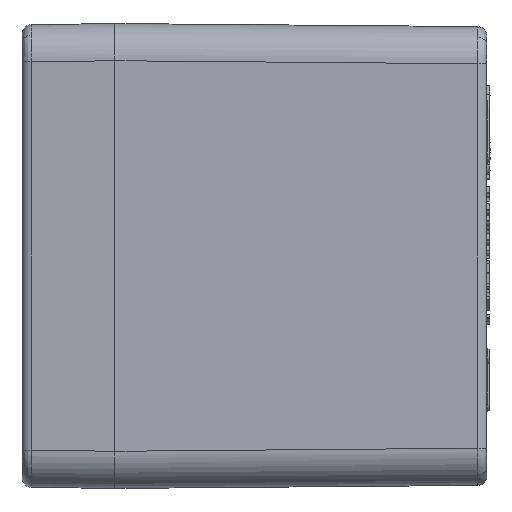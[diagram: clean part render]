
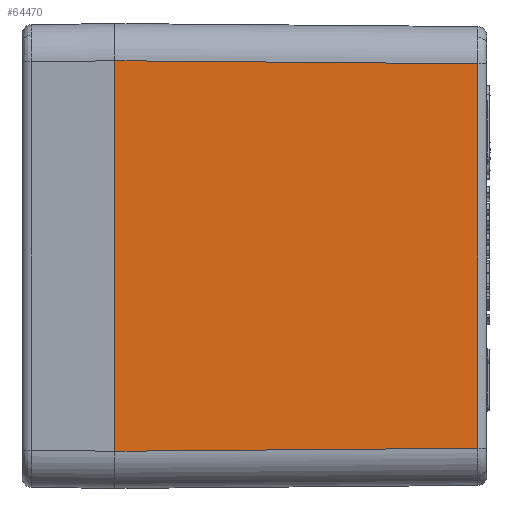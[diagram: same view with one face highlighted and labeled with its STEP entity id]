
A CAD part, left-side view. The second image highlights one B-rep face of the part: STEP entity #64470.
In plain terms, the highlighted planar face has unit normal (-1, -0.008, 0).
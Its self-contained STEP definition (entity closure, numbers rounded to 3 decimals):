
#488 = LINE ( 'NONE', #56646, #63001 ) ;
#687 = ORIENTED_EDGE ( 'NONE', *, *, #4717, .T. ) ;
#1280 = VERTEX_POINT ( 'NONE', #49652 ) ;
#3690 = ORIENTED_EDGE ( 'NONE', *, *, #42930, .T. ) ;
#4717 = EDGE_CURVE ( 'NONE', #39528, #34264, #30862, .T. ) ;
#6293 = ORIENTED_EDGE ( 'NONE', *, *, #18627, .T. ) ;
#6941 = DIRECTION ( 'NONE',  ( 0.008, -1., 0. ) ) ;
#9326 = CARTESIAN_POINT ( 'NONE',  ( -114.512, -58.512, -31.013 ) ) ;
#11432 = CARTESIAN_POINT ( 'NONE',  ( -115., 0., 31.5 ) ) ;
#12144 = VECTOR ( 'NONE', #25390, 1000. ) ;
#12200 = EDGE_CURVE ( 'NONE', #1280, #34264, #39703, .T. ) ;
#15624 = DIRECTION ( 'NONE',  ( 0.008, -1., 0.008 ) ) ;
#16196 = ORIENTED_EDGE ( 'NONE', *, *, #12200, .F. ) ;
#18627 = EDGE_CURVE ( 'NONE', #31743, #39528, #51485, .T. ) ;
#20190 = CARTESIAN_POINT ( 'NONE',  ( -115., 0., -37.5 ) ) ;
#22003 = AXIS2_PLACEMENT_3D ( 'NONE', #63919, #38000, #6941 ) ;
#25390 = DIRECTION ( 'NONE',  ( 0., 0., 1. ) ) ;
#27624 = PLANE ( 'NONE',  #22003 ) ;
#30862 = LINE ( 'NONE', #55030, #42979 ) ;
#31743 = VERTEX_POINT ( 'NONE', #9326 ) ;
#34264 = VERTEX_POINT ( 'NONE', #11432 ) ;
#37672 = VECTOR ( 'NONE', #47457, 1000. ) ;
#37724 = EDGE_LOOP ( 'NONE', ( #3690, #6293, #687, #16196 ) ) ;
#38000 = DIRECTION ( 'NONE',  ( -1., -0.008, 0. ) ) ;
#39528 = VERTEX_POINT ( 'NONE', #47731 ) ;
#39703 = LINE ( 'NONE', #20190, #12144 ) ;
#42265 = CARTESIAN_POINT ( 'NONE',  ( -114.512, -58.512, 31. ) ) ;
#42930 = EDGE_CURVE ( 'NONE', #1280, #31743, #488, .T. ) ;
#42979 = VECTOR ( 'NONE', #54499, 1000. ) ;
#47457 = DIRECTION ( 'NONE',  ( 0., 0., 1. ) ) ;
#47731 = CARTESIAN_POINT ( 'NONE',  ( -114.512, -58.512, 31.013 ) ) ;
#49652 = CARTESIAN_POINT ( 'NONE',  ( -115., 0., -31.5 ) ) ;
#51485 = LINE ( 'NONE', #42265, #37672 ) ;
#54429 = FACE_OUTER_BOUND ( 'NONE', #37724, .T. ) ;
#54499 = DIRECTION ( 'NONE',  ( -0.008, 1., 0.008 ) ) ;
#55030 = CARTESIAN_POINT ( 'NONE',  ( -114.995, -0.575, 31.495 ) ) ;
#56646 = CARTESIAN_POINT ( 'NONE',  ( -115., 0.05, -31.501 ) ) ;
#63001 = VECTOR ( 'NONE', #15624, 1000. ) ;
#63919 = CARTESIAN_POINT ( 'NONE',  ( -115., 0., -37.5 ) ) ;
#64470 = ADVANCED_FACE ( 'NONE', ( #54429 ), #27624, .T. ) ;
